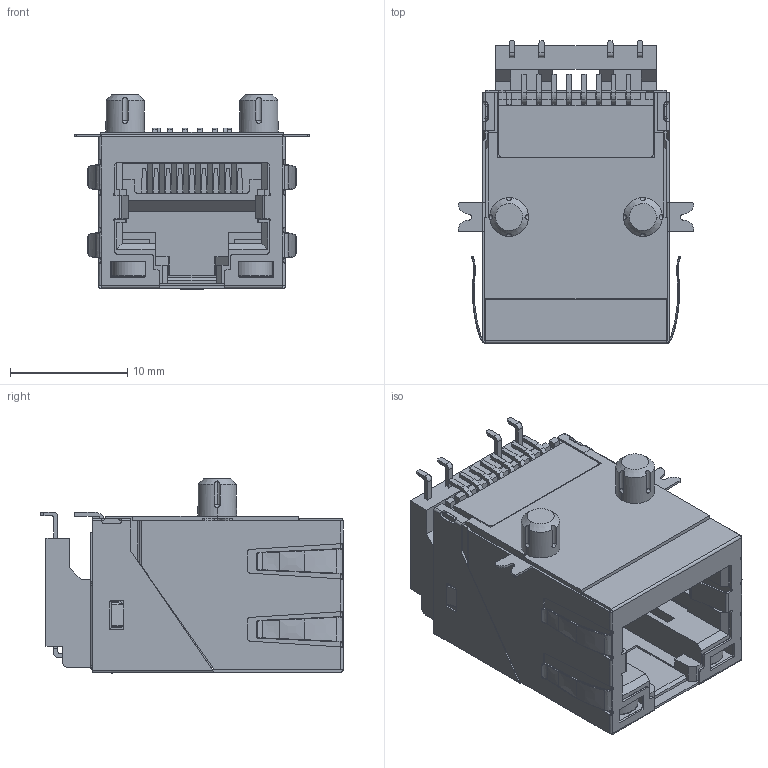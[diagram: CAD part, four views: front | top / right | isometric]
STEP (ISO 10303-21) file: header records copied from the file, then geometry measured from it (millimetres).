
FILE_DESCRIPTION (( 'STEP AP203' ), '1' );
FILE_NAME ('RJSL-003TC1.STEP', '2013-08-28T09:07:47', ( 'taipc6' ), ( '' ), 'SwSTEP 2.0', 'SolidWorks 2010', '' );
FILE_SCHEMA (( 'CONFIG_CONTROL_DESIGN' ));
Length unit declared in the file: millimetre
Products named in the file (18): GABION; NEEDLE-4; HEMLOCK; LEDG; LEDWIRE_1; RJTC-202TC1-HOUSHING; RJSL-003TC1; COMBINATION; BASE; NEEDLE-3; LAMPDISCRETENESS; HOLDER; HOLDERWIRE; PLASTICH; PLASTICG; LEDY; LEDWIRE; PLASTICY
Assembly tree (17 placements, depth 4):
  RJSL-003TC1
    LAMPDISCRETENESS
      LEDG
        LEDWIRE_1
        PLASTICG
      LEDY
        PLASTICY
        LEDWIRE
      HOLDER
        HOLDERWIRE
        PLASTICH
    COMBINATION
      NEEDLE-4
      BASE
      NEEDLE-3
    HEMLOCK
    GABION
    RJTC-202TC1-HOUSHING
Bounding box: 20.09 x 25.8 x 16.61 mm (x, y, z)
Volume: 2683.4 mm3; surface area: 8128.7 mm2
Topology: 31 solids, 31 shells, 2021 faces, 5640 edges, 3633 vertices
Faces by surface type: plane 1352, cylinder 387, bspline 278, cone 4
Entity records: 76470 total; most frequent: CARTESIAN_POINT 24660, ORIENTED_EDGE 11264, DIRECTION 9208, EDGE_CURVE 5632, VECTOR 4254, LINE 4254, VERTEX_POINT 3633, AXIS2_PLACEMENT_3D 2477
